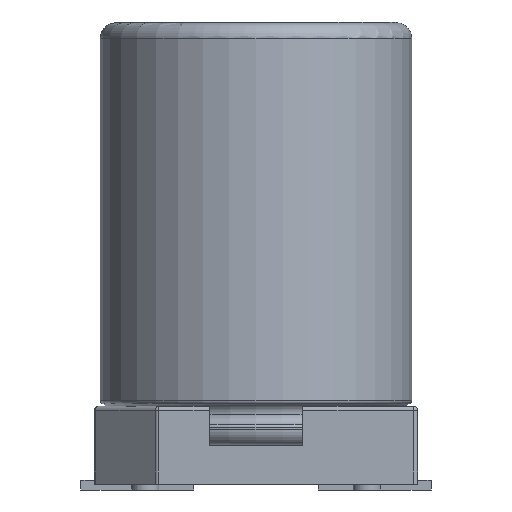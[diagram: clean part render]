
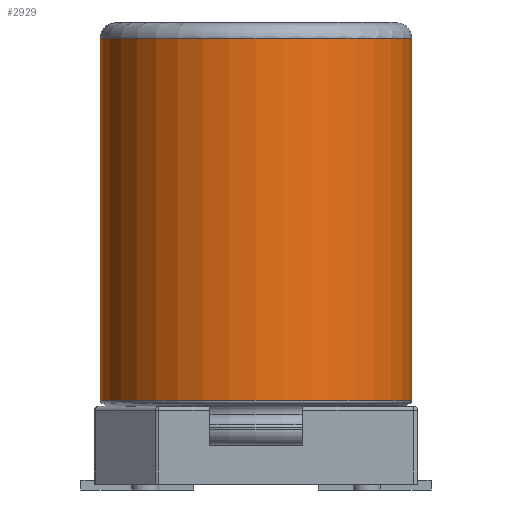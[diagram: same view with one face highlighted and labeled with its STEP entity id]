
A CAD part, left-side view. The second image highlights one B-rep face of the part: STEP entity #2929.
In plain terms, the highlighted cylindrical face has radius 4 mm (diameter 8 mm), a partial arc.
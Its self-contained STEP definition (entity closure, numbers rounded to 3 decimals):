
#739 = ORIENTED_EDGE ( 'NONE', *, *, #5152, .T. ) ;
#1023 = FACE_OUTER_BOUND ( 'NONE', #6221, .T. ) ;
#1051 = CARTESIAN_POINT ( 'NONE',  ( 0., 0., 2.155 ) ) ;
#1091 = DIRECTION ( 'NONE',  ( 0., 1., 0. ) ) ;
#1144 = VERTEX_POINT ( 'NONE', #5494 ) ;
#1287 = CARTESIAN_POINT ( 'NONE',  ( 0., 0., 11.454 ) ) ;
#1304 = CARTESIAN_POINT ( 'NONE',  ( 0., 0., -18.963 ) ) ;
#1326 = DIRECTION ( 'NONE',  ( 0., 0., -1. ) ) ;
#1605 = EDGE_CURVE ( 'NONE', #5996, #1971, #2139, .T. ) ;
#1969 = DIRECTION ( 'NONE',  ( 0., 1., 0. ) ) ;
#1971 = VERTEX_POINT ( 'NONE', #4964 ) ;
#1975 = CARTESIAN_POINT ( 'NONE',  ( 0., -4., -18.963 ) ) ;
#2139 = LINE ( 'NONE', #1975, #3165 ) ;
#2497 = ORIENTED_EDGE ( 'NONE', *, *, #4895, .T. ) ;
#2567 = ORIENTED_EDGE ( 'NONE', *, *, #1605, .F. ) ;
#2929 = ADVANCED_FACE ( 'NONE', ( #1023 ), #3610, .T. ) ;
#3069 = DIRECTION ( 'NONE',  ( 0., 0., -1. ) ) ;
#3165 = VECTOR ( 'NONE', #4016, 1000. ) ;
#3350 = ORIENTED_EDGE ( 'NONE', *, *, #6223, .F. ) ;
#3514 = CIRCLE ( 'NONE', #6235, 4. ) ;
#3610 = CYLINDRICAL_SURFACE ( 'NONE', #5922, 4. ) ;
#3838 = DIRECTION ( 'NONE',  ( 0., 0., -1. ) ) ;
#4016 = DIRECTION ( 'NONE',  ( 0., 0., -1. ) ) ;
#4153 = CARTESIAN_POINT ( 'NONE',  ( 0., 4., -18.963 ) ) ;
#4536 = CARTESIAN_POINT ( 'NONE',  ( 0., 4., 11.454 ) ) ;
#4585 = AXIS2_PLACEMENT_3D ( 'NONE', #1287, #3838, #4814 ) ;
#4615 = DIRECTION ( 'NONE',  ( 0., 0., -1. ) ) ;
#4814 = DIRECTION ( 'NONE',  ( 0., 1., 0. ) ) ;
#4895 = EDGE_CURVE ( 'NONE', #5892, #1144, #5673, .T. ) ;
#4964 = CARTESIAN_POINT ( 'NONE',  ( 0., -4., 2.155 ) ) ;
#5152 = EDGE_CURVE ( 'NONE', #5996, #5892, #5335, .T. ) ;
#5335 = CIRCLE ( 'NONE', #4585, 4. ) ;
#5431 = VECTOR ( 'NONE', #4615, 1000. ) ;
#5494 = CARTESIAN_POINT ( 'NONE',  ( 0., 4., 2.155 ) ) ;
#5673 = LINE ( 'NONE', #4153, #5431 ) ;
#5892 = VERTEX_POINT ( 'NONE', #4536 ) ;
#5922 = AXIS2_PLACEMENT_3D ( 'NONE', #1304, #1326, #1969 ) ;
#5996 = VERTEX_POINT ( 'NONE', #6254 ) ;
#6221 = EDGE_LOOP ( 'NONE', ( #2567, #739, #2497, #3350 ) ) ;
#6223 = EDGE_CURVE ( 'NONE', #1971, #1144, #3514, .T. ) ;
#6235 = AXIS2_PLACEMENT_3D ( 'NONE', #1051, #3069, #1091 ) ;
#6254 = CARTESIAN_POINT ( 'NONE',  ( 0., -4., 11.454 ) ) ;
